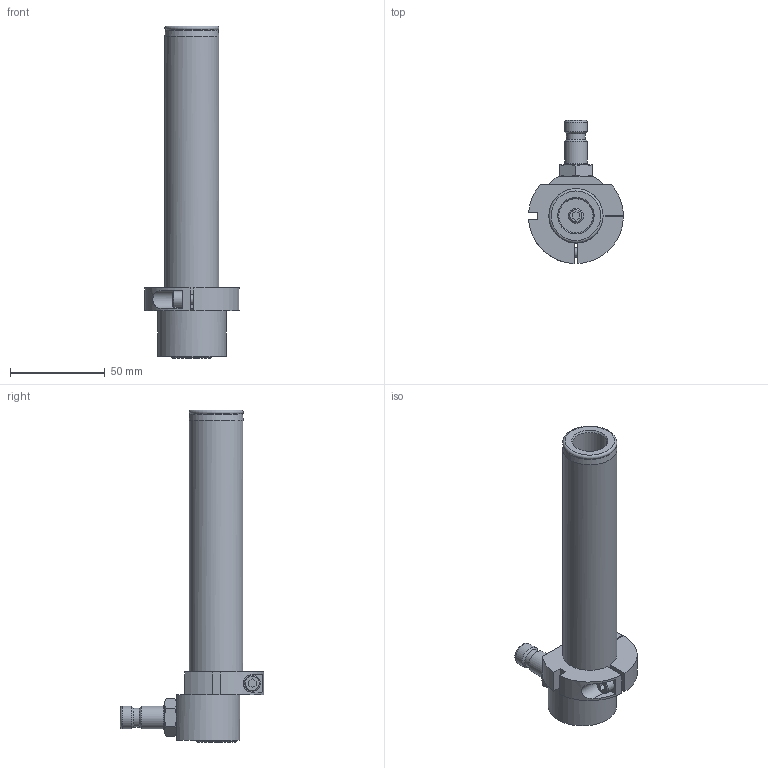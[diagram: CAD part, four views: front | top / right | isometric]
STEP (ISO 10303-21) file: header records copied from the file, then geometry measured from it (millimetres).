
FILE_DESCRIPTION(/* description */ (''),/* implementation_level */ '2;1');
FILE_NAME(/* name */ '10001245842nxv000_00_214.stp',/* time_stamp */ '2023-10-05T11:24:14+02:00',/* author */ (''),/* organization */ (''),/* preprocessor_version */ 'ST-DEVELOPER v18.1',/* originating_system */ 'SIEMENS PLM Software NX 2000',/* authorisation */ '');
FILE_SCHEMA (('AUTOMOTIVE_DESIGN { 1 0 10303 214 3 1 1 1 }'));
Length unit declared in the file: millimetre
Products named in the file (1): 10001245842nxv000_00
Bounding box: 49.92 x 75.48 x 174.9 mm (x, y, z)
Volume: 126527.9 mm3; surface area: 25207 mm2
Topology: 1 solids, 1 shells, 103 faces, 245 edges, 151 vertices
Faces by surface type: plane 60, cone 20, cylinder 17, torus 6
Full cylindrical faces by diameter (mm): 5 x1, 8 x1, 8.5 x1, 10 x1, 12 x2, 18 x1, 18.4 x1, 21 x1, 22 x1, 28.5 x1
Entity records: 2847 total; most frequent: CARTESIAN_POINT 548, DIRECTION 477, ORIENTED_EDGE 432, EDGE_CURVE 216, AXIS2_PLACEMENT_3D 182, VERTEX_POINT 147, EDGE_LOOP 141, LINE 113
